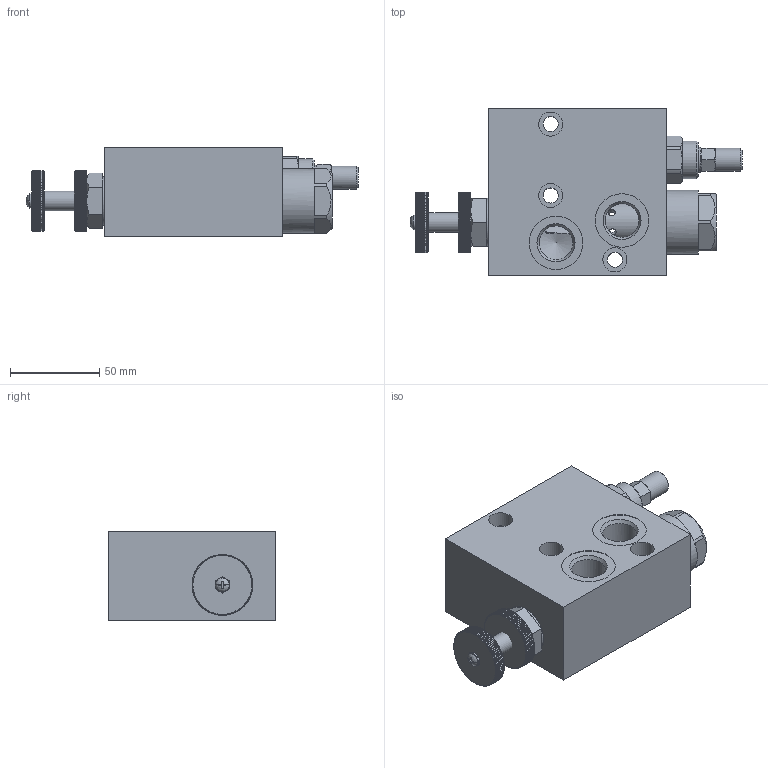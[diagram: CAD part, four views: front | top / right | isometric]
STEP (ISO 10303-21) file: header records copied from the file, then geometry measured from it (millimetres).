
FILE_DESCRIPTION(/* description */ ('Unknown'),/* implementation_level */ '2;1');
FILE_NAME(/* name */ 'V1121_VMP',/* time_stamp */ '2017-09-21T16:01:21+02:00',/* author */ ('Unknown'),/* organization */ ('Unknown'),/* preprocessor_version */ 'ST-DEVELOPER v16.7',/* originating_system */ 'DEX',/* authorisation */ $);
FILE_SCHEMA (('AUTOMOTIVE_DESIGN {1 0 10303 214 3 1 1}'));
Length unit declared in the file: millimetre
Products named in the file (1): V1121_VMP
Bounding box: 186 x 94 x 50 mm (x, y, z)
Volume: 447307.6 mm3; surface area: 84417.6 mm2
Topology: 16 solids, 16 shells, 944 faces, 2569 edges, 1671 vertices
Faces by surface type: plane 552, cylinder 275, cone 64, torus 27, bspline 24, sphere 2
Full cylindrical faces by diameter (mm): 4 x7, 6.5 x1, 8 x2, 8.333 x2, 8.5 x4, 9.4 x1, 10 x7, 11 x1, 12 x2, 13 x1, 13.5 x3, 14 x3, 15 x2, 16 x1, 17 x1, 19 x2, 20.376 x1, 20.5 x2, 21 x1, 22 x1, 24.9 x1, 25 x1, 26.376 x2, 27 x5, 28 x2, 30 x2, 32 x1, 36 x2
Entity records: 35820 total; most frequent: CARTESIAN_POINT 11316, DIRECTION 5492, ORIENTED_EDGE 4784, EDGE_CURVE 2392, AXIS2_PLACEMENT_3D 2361, VERTEX_POINT 1628, CIRCLE 1441, FACE_BOUND 1128
